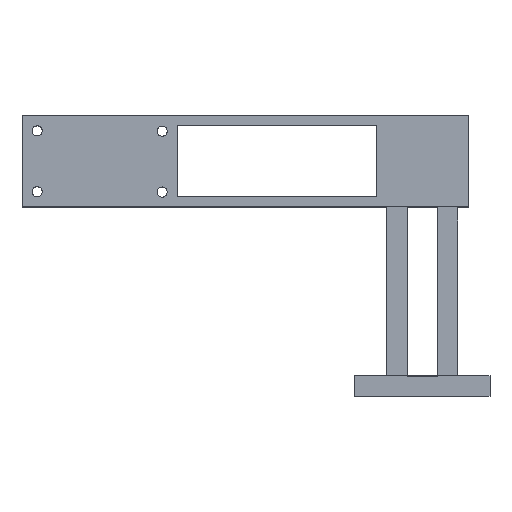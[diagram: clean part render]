
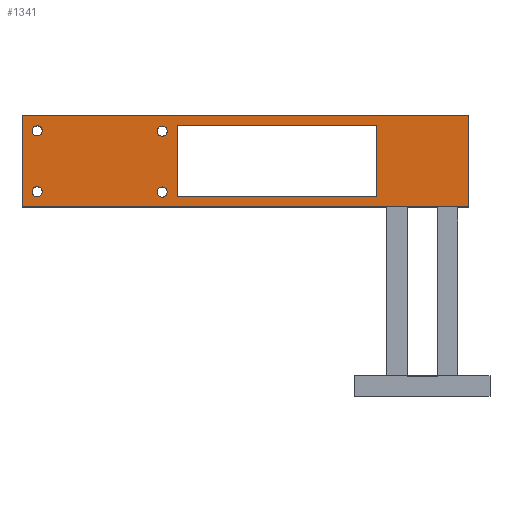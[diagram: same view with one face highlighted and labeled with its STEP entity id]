
A CAD part, top view. The second image highlights one B-rep face of the part: STEP entity #1341.
In plain terms, the highlighted planar face has unit normal (0, 0, 1).
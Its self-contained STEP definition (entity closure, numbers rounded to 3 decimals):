
#15 = DIRECTION ( 'NONE',  ( 0., 0., -1. ) ) ;
#18 = AXIS2_PLACEMENT_3D ( 'NONE', #25, #234, #142 ) ;
#25 = CARTESIAN_POINT ( 'NONE',  ( -77., 78.4, 13.5 ) ) ;
#52 = EDGE_LOOP ( 'NONE', ( #473, #897 ) ) ;
#56 = VERTEX_POINT ( 'NONE', #1079 ) ;
#67 = VERTEX_POINT ( 'NONE', #1524 ) ;
#75 = EDGE_LOOP ( 'NONE', ( #1630, #1757 ) ) ;
#113 = CARTESIAN_POINT ( 'NONE',  ( -78.5, 78.4, 13.5 ) ) ;
#115 = FACE_BOUND ( 'NONE', #52, .T. ) ;
#142 = DIRECTION ( 'NONE',  ( -1., 0., 0. ) ) ;
#145 = LINE ( 'NONE', #757, #1862 ) ;
#148 = DIRECTION ( 'NONE',  ( 0., 0., -1. ) ) ;
#175 = LINE ( 'NONE', #1682, #1016 ) ;
#187 = EDGE_LOOP ( 'NONE', ( #2583, #2610 ) ) ;
#198 = ORIENTED_EDGE ( 'NONE', *, *, #2715, .T. ) ;
#218 = ORIENTED_EDGE ( 'NONE', *, *, #560, .T. ) ;
#222 = DIRECTION ( 'NONE',  ( 0., 0., -1. ) ) ;
#234 = DIRECTION ( 'NONE',  ( 0., 0., -1. ) ) ;
#280 = CARTESIAN_POINT ( 'NONE',  ( -77., 60.4, 13.5 ) ) ;
#316 = VERTEX_POINT ( 'NONE', #1585 ) ;
#319 = FACE_BOUND ( 'NONE', #187, .T. ) ;
#335 = VERTEX_POINT ( 'NONE', #1144 ) ;
#346 = AXIS2_PLACEMENT_3D ( 'NONE', #1833, #983, #2019 ) ;
#349 = EDGE_CURVE ( 'NONE', #567, #67, #2622, .T. ) ;
#353 = EDGE_CURVE ( 'NONE', #1977, #316, #2461, .T. ) ;
#357 = DIRECTION ( 'NONE',  ( -1., 0., 0. ) ) ;
#363 = DIRECTION ( 'NONE',  ( 0., 0., -1. ) ) ;
#368 = CARTESIAN_POINT ( 'NONE',  ( 13.5, 83., 13.5 ) ) ;
#435 = CARTESIAN_POINT ( 'NONE',  ( 13.5, 56., 13.5 ) ) ;
#436 = AXIS2_PLACEMENT_3D ( 'NONE', #1224, #148, #357 ) ;
#443 = PLANE ( 'NONE',  #1445 ) ;
#447 = EDGE_CURVE ( 'NONE', #316, #669, #175, .T. ) ;
#457 = EDGE_CURVE ( 'NONE', #548, #604, #1323, .T. ) ;
#473 = ORIENTED_EDGE ( 'NONE', *, *, #457, .T. ) ;
#484 = CARTESIAN_POINT ( 'NONE',  ( -75.5, 60.4, 13.5 ) ) ;
#499 = CIRCLE ( 'NONE', #1008, 1.5 ) ;
#548 = VERTEX_POINT ( 'NONE', #1512 ) ;
#560 = EDGE_CURVE ( 'NONE', #669, #1733, #1573, .T. ) ;
#567 = VERTEX_POINT ( 'NONE', #2352 ) ;
#580 = CARTESIAN_POINT ( 'NONE',  ( -72.5, 59., 13.5 ) ) ;
#595 = CARTESIAN_POINT ( 'NONE',  ( -114., 60.5, 13.5 ) ) ;
#604 = VERTEX_POINT ( 'NONE', #2566 ) ;
#607 = VECTOR ( 'NONE', #729, 1000. ) ;
#640 = DIRECTION ( 'NONE',  ( -1., 0., 0. ) ) ;
#669 = VERTEX_POINT ( 'NONE', #1301 ) ;
#700 = DIRECTION ( 'NONE',  ( 0., 1., 0. ) ) ;
#712 = ORIENTED_EDGE ( 'NONE', *, *, #919, .F. ) ;
#713 = DIRECTION ( 'NONE',  ( -1., 0., 0. ) ) ;
#729 = DIRECTION ( 'NONE',  ( 1., 0., 0. ) ) ;
#757 = CARTESIAN_POINT ( 'NONE',  ( 13.5, 83., 13.5 ) ) ;
#771 = CARTESIAN_POINT ( 'NONE',  ( -77., 60.4, 13.5 ) ) ;
#779 = CIRCLE ( 'NONE', #18, 1.5 ) ;
#790 = DIRECTION ( 'NONE',  ( -1., 0., 0. ) ) ;
#807 = DIRECTION ( 'NONE',  ( 0., 0., -1. ) ) ;
#812 = EDGE_CURVE ( 'NONE', #67, #1416, #2201, .T. ) ;
#840 = CARTESIAN_POINT ( 'NONE',  ( 13.5, 83., 13.5 ) ) ;
#841 = VECTOR ( 'NONE', #2445, 1000. ) ;
#877 = EDGE_CURVE ( 'NONE', #2354, #1981, #779, .T. ) ;
#897 = ORIENTED_EDGE ( 'NONE', *, *, #1040, .T. ) ;
#905 = DIRECTION ( 'NONE',  ( 0., 1., 0. ) ) ;
#908 = CARTESIAN_POINT ( 'NONE',  ( 13.5, 80., 13.5 ) ) ;
#919 = EDGE_CURVE ( 'NONE', #1416, #2045, #145, .T. ) ;
#926 = CARTESIAN_POINT ( 'NONE',  ( -114., 78.5, 13.5 ) ) ;
#934 = CARTESIAN_POINT ( 'NONE',  ( 13.5, 56., 13.5 ) ) ;
#961 = CIRCLE ( 'NONE', #1559, 1.5 ) ;
#966 = EDGE_CURVE ( 'NONE', #567, #2045, #1963, .T. ) ;
#967 = DIRECTION ( 'NONE',  ( 0., -1., 0. ) ) ;
#969 = EDGE_LOOP ( 'NONE', ( #1401, #712, #1388, #1491 ) ) ;
#983 = DIRECTION ( 'NONE',  ( 0., 0., -1. ) ) ;
#1008 = AXIS2_PLACEMENT_3D ( 'NONE', #280, #222, #1525 ) ;
#1013 = ORIENTED_EDGE ( 'NONE', *, *, #353, .T. ) ;
#1016 = VECTOR ( 'NONE', #1239, 1000. ) ;
#1040 = EDGE_CURVE ( 'NONE', #604, #548, #1226, .T. ) ;
#1052 = VECTOR ( 'NONE', #2305, 1000. ) ;
#1079 = CARTESIAN_POINT ( 'NONE',  ( -115.5, 78.5, 13.5 ) ) ;
#1097 = EDGE_CURVE ( 'NONE', #2743, #2132, #2397, .T. ) ;
#1144 = CARTESIAN_POINT ( 'NONE',  ( -112.5, 78.5, 13.5 ) ) ;
#1224 = CARTESIAN_POINT ( 'NONE',  ( -114., 60.5, 13.5 ) ) ;
#1226 = CIRCLE ( 'NONE', #436, 1.5 ) ;
#1239 = DIRECTION ( 'NONE',  ( 0., -1., 0. ) ) ;
#1249 = AXIS2_PLACEMENT_3D ( 'NONE', #771, #1652, #790 ) ;
#1251 = ORIENTED_EDGE ( 'NONE', *, *, #1675, .T. ) ;
#1301 = CARTESIAN_POINT ( 'NONE',  ( -13.5, 59., 13.5 ) ) ;
#1311 = CARTESIAN_POINT ( 'NONE',  ( -78.5, 60.4, 13.5 ) ) ;
#1323 = CIRCLE ( 'NONE', #2429, 1.5 ) ;
#1339 = CARTESIAN_POINT ( 'NONE',  ( 13.5, 83., 13.5 ) ) ;
#1341 = ADVANCED_FACE ( 'NONE', ( #2463, #1889, #1771, #319, #115, #2594 ), #443, .F. ) ;
#1388 = ORIENTED_EDGE ( 'NONE', *, *, #812, .F. ) ;
#1391 = VECTOR ( 'NONE', #700, 1000. ) ;
#1401 = ORIENTED_EDGE ( 'NONE', *, *, #966, .T. ) ;
#1416 = VERTEX_POINT ( 'NONE', #1339 ) ;
#1431 = EDGE_LOOP ( 'NONE', ( #1642, #1251 ) ) ;
#1438 = CARTESIAN_POINT ( 'NONE',  ( -114., 78.5, 13.5 ) ) ;
#1445 = AXIS2_PLACEMENT_3D ( 'NONE', #840, #15, #640 ) ;
#1491 = ORIENTED_EDGE ( 'NONE', *, *, #349, .F. ) ;
#1512 = CARTESIAN_POINT ( 'NONE',  ( -115.5, 60.5, 13.5 ) ) ;
#1513 = EDGE_CURVE ( 'NONE', #335, #56, #2157, .T. ) ;
#1524 = CARTESIAN_POINT ( 'NONE',  ( -118.5, 83., 13.5 ) ) ;
#1525 = DIRECTION ( 'NONE',  ( -1., 0., 0. ) ) ;
#1546 = CARTESIAN_POINT ( 'NONE',  ( -72.5, 83., 13.5 ) ) ;
#1559 = AXIS2_PLACEMENT_3D ( 'NONE', #1438, #363, #1875 ) ;
#1573 = LINE ( 'NONE', #1716, #2295 ) ;
#1585 = CARTESIAN_POINT ( 'NONE',  ( -13.5, 80., 13.5 ) ) ;
#1630 = ORIENTED_EDGE ( 'NONE', *, *, #1097, .T. ) ;
#1642 = ORIENTED_EDGE ( 'NONE', *, *, #877, .T. ) ;
#1652 = DIRECTION ( 'NONE',  ( 0., 0., -1. ) ) ;
#1675 = EDGE_CURVE ( 'NONE', #1981, #2354, #2598, .T. ) ;
#1682 = CARTESIAN_POINT ( 'NONE',  ( -13.5, 83., 13.5 ) ) ;
#1716 = CARTESIAN_POINT ( 'NONE',  ( 13.5, 59., 13.5 ) ) ;
#1733 = VERTEX_POINT ( 'NONE', #580 ) ;
#1748 = LINE ( 'NONE', #1546, #2269 ) ;
#1757 = ORIENTED_EDGE ( 'NONE', *, *, #2221, .T. ) ;
#1771 = FACE_BOUND ( 'NONE', #1431, .T. ) ;
#1793 = EDGE_LOOP ( 'NONE', ( #1013, #2614, #218, #198 ) ) ;
#1833 = CARTESIAN_POINT ( 'NONE',  ( -77., 78.4, 13.5 ) ) ;
#1862 = VECTOR ( 'NONE', #967, 1000. ) ;
#1875 = DIRECTION ( 'NONE',  ( -1., 0., 0. ) ) ;
#1889 = FACE_BOUND ( 'NONE', #75, .T. ) ;
#1963 = LINE ( 'NONE', #934, #841 ) ;
#1977 = VERTEX_POINT ( 'NONE', #2342 ) ;
#1981 = VERTEX_POINT ( 'NONE', #2128 ) ;
#1991 = DIRECTION ( 'NONE',  ( 0., 0., -1. ) ) ;
#2019 = DIRECTION ( 'NONE',  ( -1., 0., 0. ) ) ;
#2045 = VERTEX_POINT ( 'NONE', #435 ) ;
#2128 = CARTESIAN_POINT ( 'NONE',  ( -75.5, 78.4, 13.5 ) ) ;
#2132 = VERTEX_POINT ( 'NONE', #484 ) ;
#2157 = CIRCLE ( 'NONE', #2216, 1.5 ) ;
#2201 = LINE ( 'NONE', #368, #1052 ) ;
#2216 = AXIS2_PLACEMENT_3D ( 'NONE', #926, #1991, #713 ) ;
#2221 = EDGE_CURVE ( 'NONE', #2132, #2743, #499, .T. ) ;
#2269 = VECTOR ( 'NONE', #905, 1000. ) ;
#2295 = VECTOR ( 'NONE', #2340, 1000. ) ;
#2305 = DIRECTION ( 'NONE',  ( 1., 0., 0. ) ) ;
#2340 = DIRECTION ( 'NONE',  ( -1., 0., 0. ) ) ;
#2342 = CARTESIAN_POINT ( 'NONE',  ( -72.5, 80., 13.5 ) ) ;
#2352 = CARTESIAN_POINT ( 'NONE',  ( -118.5, 56., 13.5 ) ) ;
#2354 = VERTEX_POINT ( 'NONE', #113 ) ;
#2397 = CIRCLE ( 'NONE', #1249, 1.5 ) ;
#2429 = AXIS2_PLACEMENT_3D ( 'NONE', #595, #807, #2485 ) ;
#2445 = DIRECTION ( 'NONE',  ( 1., 0., 0. ) ) ;
#2461 = LINE ( 'NONE', #908, #607 ) ;
#2463 = FACE_BOUND ( 'NONE', #1793, .T. ) ;
#2478 = EDGE_CURVE ( 'NONE', #56, #335, #961, .T. ) ;
#2485 = DIRECTION ( 'NONE',  ( -1., 0., 0. ) ) ;
#2566 = CARTESIAN_POINT ( 'NONE',  ( -112.5, 60.5, 13.5 ) ) ;
#2583 = ORIENTED_EDGE ( 'NONE', *, *, #2478, .T. ) ;
#2594 = FACE_OUTER_BOUND ( 'NONE', #969, .T. ) ;
#2598 = CIRCLE ( 'NONE', #346, 1.5 ) ;
#2610 = ORIENTED_EDGE ( 'NONE', *, *, #1513, .T. ) ;
#2614 = ORIENTED_EDGE ( 'NONE', *, *, #447, .T. ) ;
#2622 = LINE ( 'NONE', #2632, #1391 ) ;
#2632 = CARTESIAN_POINT ( 'NONE',  ( -118.5, 56., 13.5 ) ) ;
#2715 = EDGE_CURVE ( 'NONE', #1733, #1977, #1748, .T. ) ;
#2743 = VERTEX_POINT ( 'NONE', #1311 ) ;
